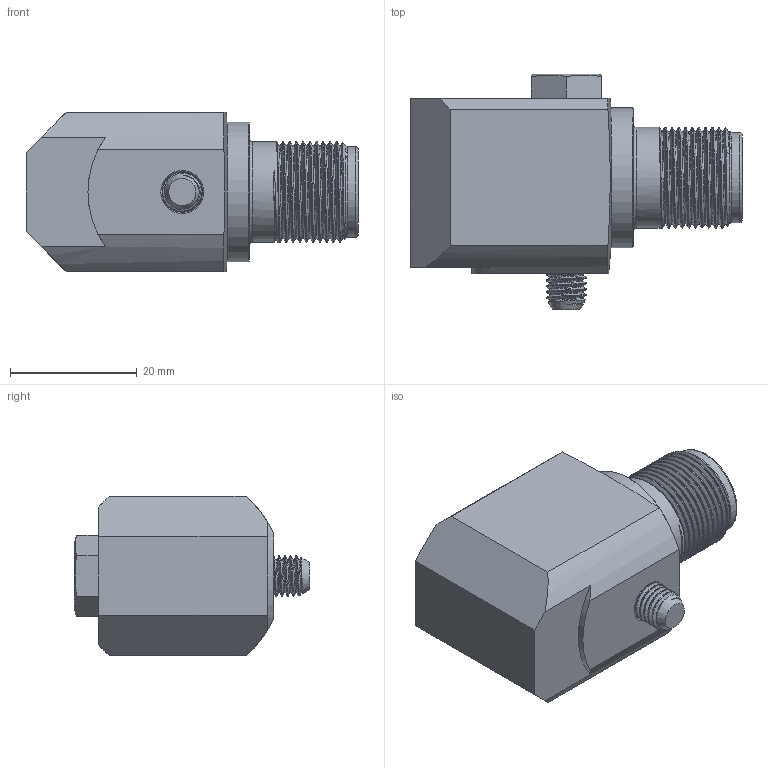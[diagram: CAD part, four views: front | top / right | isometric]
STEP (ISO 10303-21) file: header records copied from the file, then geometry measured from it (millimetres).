
FILE_DESCRIPTION(/* description */ (''),/* implementation_level */ '2;1');
FILE_NAME(/* name */ 'MASTER_STANDARD_SIDE_EXIT_2PIN.stp',/* time_stamp */ '2017-04-25T13:50:43-04:00',/* author */ ('aneininger'),/* organization */ (''),/* preprocessor_version */ 'ST-DEVELOPER v16.5',/* originating_system */ 'Autodesk Inventor 2017',/* authorisation */ '');
FILE_SCHEMA (('AUTOMOTIVE_DESIGN { 1 0 10303 214 3 1 1 }'));
Length unit declared in the file: inch
Products named in the file (3): MASTER_STANDARD_SIDE_EXIT_2PIN; MASTER_STANDARD_SIDE_EXIT_2PIN_1; ACP32018
Assembly tree (2 placements, depth 2):
  MASTER_STANDARD_SIDE_EXIT_2PIN
    MASTER_STANDARD_SIDE_EXIT_2PIN_1
    ACP32018
Bounding box: 52.4 x 37.16 x 25.15 mm (x, y, z)
Volume: 23304.5 mm3; surface area: 7839.7 mm2
Topology: 3 solids, 3 shells, 125 faces, 303 edges, 197 vertices
Faces by surface type: plane 59, bspline 33, cylinder 18, cone 10, torus 5
Full cylindrical faces by diameter (mm): 1.587 x2, 4.064 x2, 4.953 x1, 5.359 x1, 6.756 x1, 11.684 x1, 14.275 x1, 15.9 x1, 22.047 x1
Entity records: 13011 total; most frequent: CARTESIAN_POINT 10300, ORIENTED_EDGE 526, DIRECTION 418, EDGE_CURVE 261, VERTEX_POINT 182, EDGE_LOOP 163, AXIS2_PLACEMENT_3D 145, LINE 128
